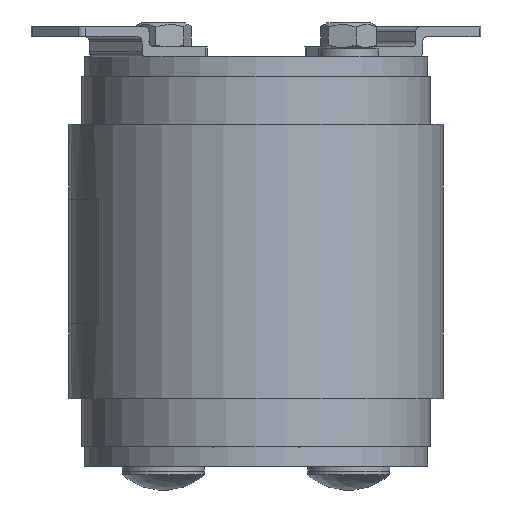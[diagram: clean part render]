
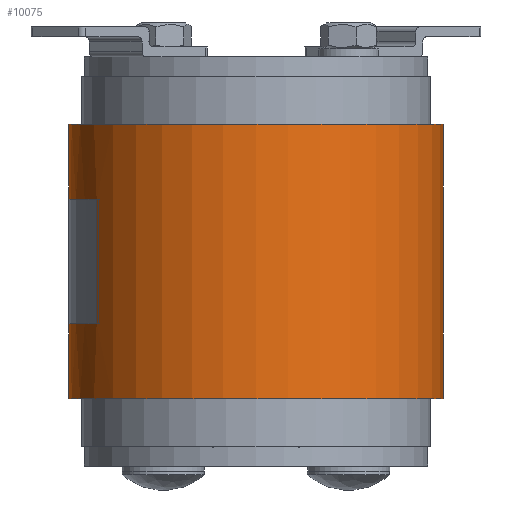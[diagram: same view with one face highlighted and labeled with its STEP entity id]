
A CAD part, front view. The second image highlights one B-rep face of the part: STEP entity #10075.
In plain terms, the highlighted cylindrical face has radius 37.5 mm (diameter 75 mm), a partial arc.
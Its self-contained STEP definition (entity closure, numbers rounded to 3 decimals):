
#1442=LINE('',#17379,#2410);
#1449=LINE('',#17396,#2417);
#1459=LINE('',#17415,#2427);
#1468=LINE('',#17441,#2436);
#1469=LINE('',#17445,#2437);
#1470=LINE('',#17448,#2438);
#2410=VECTOR('',#12780,25.);
#2417=VECTOR('',#12797,15.);
#2427=VECTOR('',#12817,15.);
#2436=VECTOR('',#12846,15.);
#2437=VECTOR('',#12849,25.);
#2438=VECTOR('',#12852,15.);
#3642=FACE_OUTER_BOUND('',#4272,.T.);
#4272=EDGE_LOOP('',(#9326,#9327,#9328,#9329,#9330,#9331,#9332,#9333,#9334,
#9335,#9336,#9337,#9338,#9339));
#4436=CIRCLE('',#10670,37.5);
#4438=CIRCLE('',#10673,37.5);
#4440=CIRCLE('',#10676,37.5);
#4442=CIRCLE('',#10680,37.5);
#4444=CIRCLE('',#10693,37.5);
#4447=CIRCLE('',#10697,37.5);
#4448=CIRCLE('',#10699,37.5);
#4449=CIRCLE('',#10700,37.5);
#5314=VERTEX_POINT('',#17351);
#5315=VERTEX_POINT('',#17352);
#5318=VERTEX_POINT('',#17360);
#5319=VERTEX_POINT('',#17361);
#5322=VERTEX_POINT('',#17369);
#5323=VERTEX_POINT('',#17370);
#5326=VERTEX_POINT('',#17378);
#5328=VERTEX_POINT('',#17384);
#5338=VERTEX_POINT('',#17428);
#5341=VERTEX_POINT('',#17436);
#5342=VERTEX_POINT('',#17440);
#5343=VERTEX_POINT('',#17442);
#5344=VERTEX_POINT('',#17444);
#5345=VERTEX_POINT('',#17446);
#6640=EDGE_CURVE('',#5314,#5315,#4436,.T.);
#6644=EDGE_CURVE('',#5318,#5319,#4438,.T.);
#6648=EDGE_CURVE('',#5322,#5323,#4440,.T.);
#6652=EDGE_CURVE('',#5323,#5326,#1442,.T.);
#6655=EDGE_CURVE('',#5326,#5328,#4442,.T.);
#6661=EDGE_CURVE('',#5314,#5328,#1449,.T.);
#6671=EDGE_CURVE('',#5322,#5319,#1459,.T.);
#6678=EDGE_CURVE('',#5338,#5318,#4444,.T.);
#6683=EDGE_CURVE('',#5315,#5341,#4447,.T.);
#6684=EDGE_CURVE('',#5341,#5342,#1468,.T.);
#6685=EDGE_CURVE('',#5342,#5343,#4448,.T.);
#6686=EDGE_CURVE('',#5343,#5344,#1469,.T.);
#6687=EDGE_CURVE('',#5344,#5345,#4449,.T.);
#6688=EDGE_CURVE('',#5345,#5338,#1470,.T.);
#9326=ORIENTED_EDGE('',*,*,#6683,.T.);
#9327=ORIENTED_EDGE('',*,*,#6684,.T.);
#9328=ORIENTED_EDGE('',*,*,#6685,.T.);
#9329=ORIENTED_EDGE('',*,*,#6686,.T.);
#9330=ORIENTED_EDGE('',*,*,#6687,.T.);
#9331=ORIENTED_EDGE('',*,*,#6688,.T.);
#9332=ORIENTED_EDGE('',*,*,#6678,.T.);
#9333=ORIENTED_EDGE('',*,*,#6644,.T.);
#9334=ORIENTED_EDGE('',*,*,#6671,.F.);
#9335=ORIENTED_EDGE('',*,*,#6648,.T.);
#9336=ORIENTED_EDGE('',*,*,#6652,.T.);
#9337=ORIENTED_EDGE('',*,*,#6655,.T.);
#9338=ORIENTED_EDGE('',*,*,#6661,.F.);
#9339=ORIENTED_EDGE('',*,*,#6640,.T.);
#9531=CYLINDRICAL_SURFACE('',#10698,37.5);
#10075=ADVANCED_FACE('',(#3642),#9531,.T.);
#10670=AXIS2_PLACEMENT_3D('',#17353,#12756,#12757);
#10673=AXIS2_PLACEMENT_3D('',#17362,#12764,#12765);
#10676=AXIS2_PLACEMENT_3D('',#17371,#12772,#12773);
#10680=AXIS2_PLACEMENT_3D('',#17385,#12785,#12786);
#10693=AXIS2_PLACEMENT_3D('',#17429,#12832,#12833);
#10697=AXIS2_PLACEMENT_3D('',#17438,#12842,#12843);
#10698=AXIS2_PLACEMENT_3D('',#17439,#12844,#12845);
#10699=AXIS2_PLACEMENT_3D('',#17443,#12847,#12848);
#10700=AXIS2_PLACEMENT_3D('',#17447,#12850,#12851);
#12756=DIRECTION('center_axis',(0.,-1.,0.));
#12757=DIRECTION('ref_axis',(0.,0.,-1.));
#12764=DIRECTION('center_axis',(0.,1.,0.));
#12765=DIRECTION('ref_axis',(0.,0.,-1.));
#12772=DIRECTION('center_axis',(0.,-1.,0.));
#12773=DIRECTION('ref_axis',(0.,0.,-1.));
#12780=DIRECTION('',(0.,1.,0.));
#12785=DIRECTION('center_axis',(0.,1.,0.));
#12786=DIRECTION('ref_axis',(0.,0.,-1.));
#12797=DIRECTION('',(0.,-1.,0.));
#12817=DIRECTION('',(0.,-1.,0.));
#12832=DIRECTION('center_axis',(0.,1.,0.));
#12833=DIRECTION('ref_axis',(0.,0.,1.));
#12842=DIRECTION('center_axis',(0.,-1.,0.));
#12843=DIRECTION('ref_axis',(0.,0.,1.));
#12844=DIRECTION('center_axis',(0.,-1.,0.));
#12845=DIRECTION('ref_axis',(0.,0.,1.));
#12846=DIRECTION('',(0.,-1.,0.));
#12847=DIRECTION('center_axis',(0.,-1.,0.));
#12848=DIRECTION('ref_axis',(0.,0.,1.));
#12849=DIRECTION('',(0.,-1.,0.));
#12850=DIRECTION('center_axis',(0.,1.,0.));
#12851=DIRECTION('ref_axis',(-0.541,0.,0.841));
#12852=DIRECTION('',(0.,-1.,0.));
#17351=CARTESIAN_POINT('',(-56.937,27.5,-1.25));
#17352=CARTESIAN_POINT('',(-56.937,27.5,73.75));
#17353=CARTESIAN_POINT('Origin',(-56.937,27.5,36.25));
#17360=CARTESIAN_POINT('',(-56.937,-27.5,73.75));
#17361=CARTESIAN_POINT('',(-56.937,-27.5,-1.25));
#17362=CARTESIAN_POINT('Origin',(-56.937,-27.5,36.25));
#17369=CARTESIAN_POINT('',(-56.937,-12.5,-1.25));
#17370=CARTESIAN_POINT('',(-37.284,-12.5,4.313));
#17371=CARTESIAN_POINT('Origin',(-56.937,-12.5,36.25));
#17378=CARTESIAN_POINT('',(-37.284,12.5,4.313));
#17379=CARTESIAN_POINT('',(-37.284,0.,4.313));
#17384=CARTESIAN_POINT('',(-56.937,12.5,-1.25));
#17385=CARTESIAN_POINT('Origin',(-56.937,12.5,36.25));
#17396=CARTESIAN_POINT('',(-56.937,13.75,-1.25));
#17415=CARTESIAN_POINT('',(-56.937,-6.25,-1.25));
#17428=CARTESIAN_POINT('',(-56.942,-27.5,73.75));
#17429=CARTESIAN_POINT('Origin',(-56.937,-27.5,36.25));
#17436=CARTESIAN_POINT('',(-56.942,27.5,73.75));
#17438=CARTESIAN_POINT('Origin',(-56.937,27.5,36.25));
#17439=CARTESIAN_POINT('Origin',(-56.937,0.,36.25));
#17440=CARTESIAN_POINT('',(-56.942,12.5,73.75));
#17441=CARTESIAN_POINT('',(-56.942,-27.5,73.75));
#17442=CARTESIAN_POINT('',(-77.222,12.5,67.79));
#17443=CARTESIAN_POINT('Origin',(-56.937,12.5,36.25));
#17444=CARTESIAN_POINT('',(-77.222,-12.5,67.79));
#17445=CARTESIAN_POINT('',(-77.222,-12.5,67.79));
#17446=CARTESIAN_POINT('',(-56.942,-12.5,73.75));
#17447=CARTESIAN_POINT('Origin',(-56.937,-12.5,36.25));
#17448=CARTESIAN_POINT('',(-56.942,-27.5,73.75));
